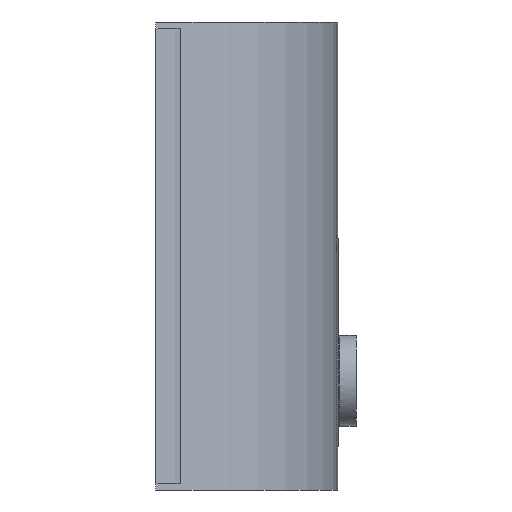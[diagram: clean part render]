
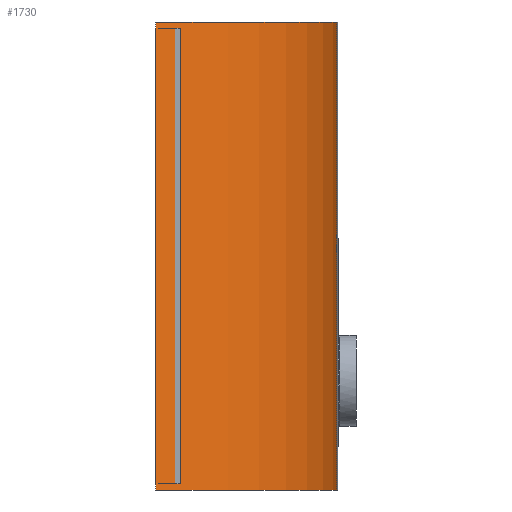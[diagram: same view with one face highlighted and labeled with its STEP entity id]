
A CAD part, left-side view. The second image highlights one B-rep face of the part: STEP entity #1730.
In plain terms, the highlighted cylindrical face has radius 197.771 mm (diameter 395.542 mm), a partial arc.
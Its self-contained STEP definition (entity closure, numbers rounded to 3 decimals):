
#9 = AXIS2_PLACEMENT_3D ( 'NONE', #2581, #2586, #2585 ) ;
#286 = CYLINDRICAL_SURFACE ( 'NONE', #9, 197.771 ) ;
#416 = EDGE_LOOP ( 'NONE', ( #2147, #2622, #2953, #2608 ) ) ;
#636 = EDGE_CURVE ( 'NONE', #2642, #2641, #789, .T. ) ;
#696 = AXIS2_PLACEMENT_3D ( 'NONE', #1744, #1740, #1739 ) ;
#755 = CIRCLE ( 'NONE', #1554, 197.771 ) ;
#789 = LINE ( 'NONE', #1560, #991 ) ;
#939 = EDGE_CURVE ( 'NONE', #2726, #2642, #755, .T. ) ;
#961 = FACE_OUTER_BOUND ( 'NONE', #416, .T. ) ;
#991 = VECTOR ( 'NONE', #1628, 1000. ) ;
#1241 = DIRECTION ( 'NONE',  ( 0., 0., 1. ) ) ;
#1244 = CARTESIAN_POINT ( 'NONE',  ( -423.925, 49.018, -90. ) ) ;
#1249 = DIRECTION ( 'NONE',  ( 1., 0., 0. ) ) ;
#1272 = VECTOR ( 'NONE', #1445, 1000. ) ;
#1436 = CARTESIAN_POINT ( 'NONE',  ( -615.525, 0., -90. ) ) ;
#1445 = DIRECTION ( 'NONE',  ( 0., 0., 1. ) ) ;
#1509 = VERTEX_POINT ( 'NONE', #2603 ) ;
#1532 = CARTESIAN_POINT ( 'NONE',  ( -615.525, 0., -90. ) ) ;
#1554 = AXIS2_PLACEMENT_3D ( 'NONE', #1244, #1241, #1249 ) ;
#1560 = CARTESIAN_POINT ( 'NONE',  ( -425.088, -148.75, -75. ) ) ;
#1578 = CARTESIAN_POINT ( 'NONE',  ( -425.088, -148.75, -90. ) ) ;
#1582 = CARTESIAN_POINT ( 'NONE',  ( -425.088, -148.75, 295. ) ) ;
#1628 = DIRECTION ( 'NONE',  ( 0., 0., 1. ) ) ;
#1730 = ADVANCED_FACE ( 'NONE', ( #961 ), #286, .T. ) ;
#1739 = DIRECTION ( 'NONE',  ( 1., 0., 0. ) ) ;
#1740 = DIRECTION ( 'NONE',  ( 0., 0., 1. ) ) ;
#1744 = CARTESIAN_POINT ( 'NONE',  ( -423.925, 49.018, 295. ) ) ;
#2147 = ORIENTED_EDGE ( 'NONE', *, *, #636, .T. ) ;
#2239 = EDGE_CURVE ( 'NONE', #1509, #2641, #2840, .T. ) ;
#2581 = CARTESIAN_POINT ( 'NONE',  ( -423.925, 49.018, -75. ) ) ;
#2585 = DIRECTION ( 'NONE',  ( 1., 0., 0. ) ) ;
#2586 = DIRECTION ( 'NONE',  ( 0., 0., 1. ) ) ;
#2603 = CARTESIAN_POINT ( 'NONE',  ( -615.525, 0., 295. ) ) ;
#2608 = ORIENTED_EDGE ( 'NONE', *, *, #939, .T. ) ;
#2622 = ORIENTED_EDGE ( 'NONE', *, *, #2239, .F. ) ;
#2641 = VERTEX_POINT ( 'NONE', #1582 ) ;
#2642 = VERTEX_POINT ( 'NONE', #1578 ) ;
#2726 = VERTEX_POINT ( 'NONE', #1532 ) ;
#2786 = LINE ( 'NONE', #1436, #1272 ) ;
#2840 = CIRCLE ( 'NONE', #696, 197.771 ) ;
#2953 = ORIENTED_EDGE ( 'NONE', *, *, #2967, .F. ) ;
#2967 = EDGE_CURVE ( 'NONE', #2726, #1509, #2786, .T. ) ;
